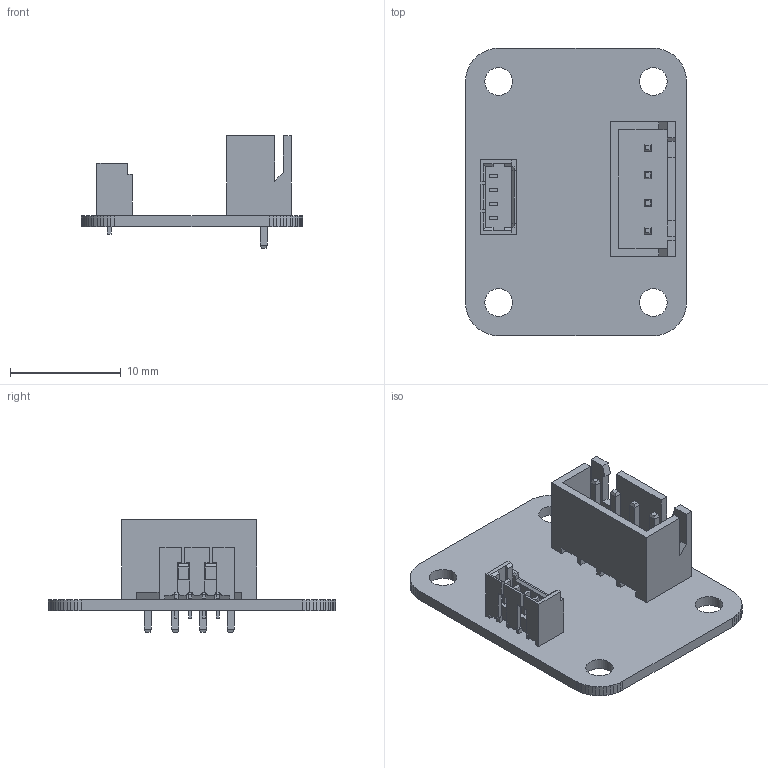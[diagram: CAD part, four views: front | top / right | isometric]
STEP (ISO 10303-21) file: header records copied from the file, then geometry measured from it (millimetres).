
FILE_DESCRIPTION(('KiCad electronic assembly'),'2;1');
FILE_NAME('loadcelladapter.step','2023-11-04T22:26:15',('Pcbnew'),( 'Kicad'),'Open CASCADE STEP processor 7.7','KiCad to STEP converter' ,'Unknown');
FILE_SCHEMA(('AUTOMOTIVE_DESIGN { 1 0 10303 214 1 1 1 1 }'));
Length unit declared in the file: millimetre
Products named in the file (6): loadcelladapter 1; JST - XH - Thru - 4Pin - 2.5mm (Genuine); SOLID; c-1734598-4-r-3d; loadcelladapter PCB
Assembly tree (5 placements, depth 3):
  loadcelladapter 1
    JST - XH - Thru - 4Pin - 2.5mm (Genuine)
      SOLID
    c-1734598-4-r-3d
      SOLID
    loadcelladapter PCB
Bounding box: 20 x 26 x 10.21 mm (x, y, z)
Volume: 720.1 mm3; surface area: 2001 mm2
Topology: 3 solids, 23 shells, 535 faces, 1377 edges, 896 vertices
Faces by surface type: plane 467, bspline 39, cylinder 29
Full cylindrical faces by diameter (mm): 0.61 x4, 0.95 x4, 1.2 x1, 2.5 x4
Entity records: 40433 total; most frequent: CARTESIAN_POINT 11913, DIRECTION 4293, LINE 3149, VECTOR 3149, ORIENTED_EDGE 2754, PCURVE 2754, DEFINITIONAL_REPRESENTATION 2754, EDGE_CURVE 1377
